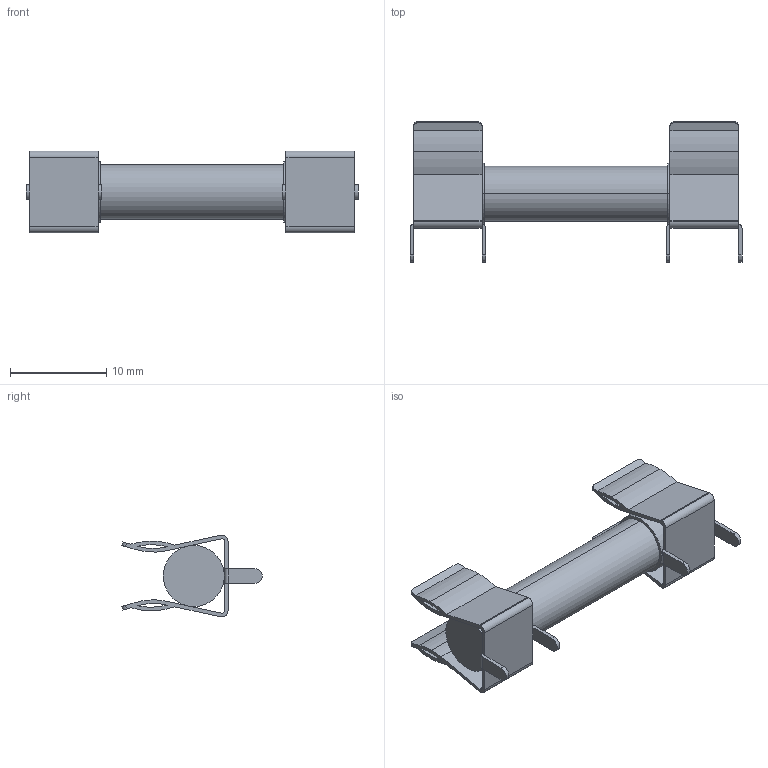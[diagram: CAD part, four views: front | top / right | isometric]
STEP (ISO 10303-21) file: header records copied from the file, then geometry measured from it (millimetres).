
FILE_DESCRIPTION (( 'STEP AP214' ), '1' );
FILE_NAME ('FuseHolder_.25inX.125in_01220093Z.STEP', '2019-01-06T23:46:39', ( '' ), ( '' ), 'SwSTEP 2.0', 'SolidWorks 2017', '' );
FILE_SCHEMA (( 'AUTOMOTIVE_DESIGN' ));
Length unit declared in the file: inch
Products named in the file (1): FuseHolder_.25inX.125in_01220093Z
Bounding box: 34.54 x 14.61 x 8.51 mm (x, y, z)
Volume: 1103.3 mm3; surface area: 1820.4 mm2
Topology: 3 solids, 3 shells, 114 faces, 302 edges, 196 vertices
Faces by surface type: cylinder 58, plane 56
Entity records: 3658 total; most frequent: DIRECTION 648, CARTESIAN_POINT 613, ORIENTED_EDGE 604, EDGE_CURVE 302, AXIS2_PLACEMENT_3D 231, VERTEX_POINT 196, LINE 186, VECTOR 186
